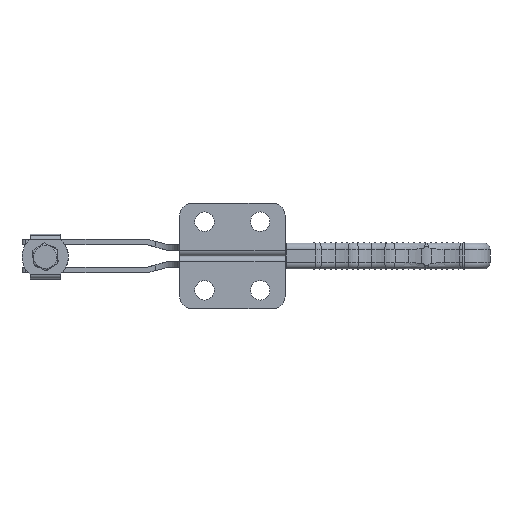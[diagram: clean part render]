
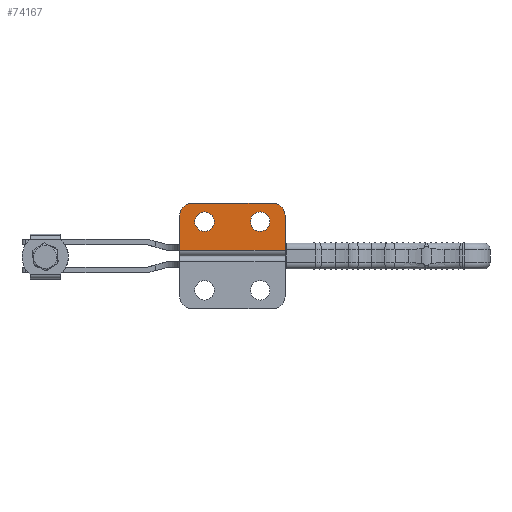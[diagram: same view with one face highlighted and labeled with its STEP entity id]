
A CAD part, front view. The second image highlights one B-rep face of the part: STEP entity #74167.
In plain terms, the highlighted planar face has unit normal (0, -1, 0).
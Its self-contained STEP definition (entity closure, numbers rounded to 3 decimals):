
#18697 = CARTESIAN_POINT ( 'NONE',  ( 13.5, 0., 13.25 ) ) ;
#54858 = DIRECTION ( 'NONE',  ( 0., 0., -1. ) ) ;
#54859 = VECTOR ( 'NONE', #54858, 1000. ) ;
#54865 = CARTESIAN_POINT ( 'NONE',  ( 57., 0., 3. ) ) ;
#54866 = LINE ( 'NONE', #54865, #54859 ) ;
#54923 = CARTESIAN_POINT ( 'NONE',  ( 43.5, 0., 23.75 ) ) ;
#54942 = CARTESIAN_POINT ( 'NONE',  ( 13.5, 0., 23.75 ) ) ;
#54986 = CARTESIAN_POINT ( 'NONE',  ( 43.5, 0., 13.25 ) ) ;
#54991 = CIRCLE ( 'NONE', #54995, 5.25 ) ;
#54995 = AXIS2_PLACEMENT_3D ( 'NONE', #55042, #55041, #55040 ) ;
#55019 = DIRECTION ( 'NONE',  ( 0., 0., -1. ) ) ;
#55020 = DIRECTION ( 'NONE',  ( 0., -1., 0. ) ) ;
#55021 = CARTESIAN_POINT ( 'NONE',  ( 43.5, 0., 18.5 ) ) ;
#55032 = CIRCLE ( 'NONE', #55047, 5.25 ) ;
#55040 = DIRECTION ( 'NONE',  ( 0., 0., -1. ) ) ;
#55041 = DIRECTION ( 'NONE',  ( 0., -1., 0. ) ) ;
#55042 = CARTESIAN_POINT ( 'NONE',  ( 13.5, 0., 18.5 ) ) ;
#55047 = AXIS2_PLACEMENT_3D ( 'NONE', #55021, #55020, #55019 ) ;
#55093 = FACE_OUTER_BOUND ( 'NONE', #74150, .T. ) ;
#55116 = DIRECTION ( 'NONE',  ( 0., 0., 1. ) ) ;
#55117 = DIRECTION ( 'NONE',  ( 0., 1., 0. ) ) ;
#55122 = AXIS2_PLACEMENT_3D ( 'NONE', #55133, #55117, #55116 ) ;
#55125 = PLANE ( 'NONE',  #55122 ) ;
#55126 = FACE_BOUND ( 'NONE', #71040, .T. ) ;
#55127 = CARTESIAN_POINT ( 'NONE',  ( 57., 0., 21.5 ) ) ;
#55128 = CARTESIAN_POINT ( 'NONE',  ( 7., 0., 28.5 ) ) ;
#55133 = CARTESIAN_POINT ( 'NONE',  ( 0., 0., 3. ) ) ;
#55148 = FACE_BOUND ( 'NONE', #74241, .T. ) ;
#55162 = DIRECTION ( 'NONE',  ( 0., 0., -1. ) ) ;
#55163 = VECTOR ( 'NONE', #55162, 1000. ) ;
#55164 = CARTESIAN_POINT ( 'NONE',  ( 0., 0., 3. ) ) ;
#55165 = LINE ( 'NONE', #55164, #55163 ) ;
#55170 = DIRECTION ( 'NONE',  ( 0., 0., -1. ) ) ;
#55171 = DIRECTION ( 'NONE',  ( 0., -1., 0. ) ) ;
#55172 = CARTESIAN_POINT ( 'NONE',  ( 50., 0., 21.5 ) ) ;
#55173 = AXIS2_PLACEMENT_3D ( 'NONE', #55172, #55171, #55170 ) ;
#55175 = CARTESIAN_POINT ( 'NONE',  ( 50., 0., 28.5 ) ) ;
#55177 = CARTESIAN_POINT ( 'NONE',  ( 0., 0., 3. ) ) ;
#55181 = CIRCLE ( 'NONE', #55173, 7. ) ;
#55200 = CARTESIAN_POINT ( 'NONE',  ( 0., 0., 21.5 ) ) ;
#55214 = DIRECTION ( 'NONE',  ( 0., 0., -1. ) ) ;
#55215 = DIRECTION ( 'NONE',  ( 0., -1., 0. ) ) ;
#55222 = CARTESIAN_POINT ( 'NONE',  ( 13.5, 0., 18.5 ) ) ;
#55227 = AXIS2_PLACEMENT_3D ( 'NONE', #55222, #55215, #55214 ) ;
#55230 = CIRCLE ( 'NONE', #55227, 5.25 ) ;
#55245 = CARTESIAN_POINT ( 'NONE',  ( 50., 0., 28.5 ) ) ;
#55248 = CIRCLE ( 'NONE', #55314, 7. ) ;
#55267 = LINE ( 'NONE', #55245, #55318 ) ;
#55275 = AXIS2_PLACEMENT_3D ( 'NONE', #55293, #55292, #55291 ) ;
#55291 = DIRECTION ( 'NONE',  ( 0., 0., -1. ) ) ;
#55292 = DIRECTION ( 'NONE',  ( 0., -1., 0. ) ) ;
#55293 = CARTESIAN_POINT ( 'NONE',  ( 43.5, 0., 18.5 ) ) ;
#55298 = CARTESIAN_POINT ( 'NONE',  ( 57., 0., 3. ) ) ;
#55299 = DIRECTION ( 'NONE',  ( 1., 0., 0. ) ) ;
#55300 = VECTOR ( 'NONE', #55299, 1000. ) ;
#55301 = CARTESIAN_POINT ( 'NONE',  ( 0., 0., 3. ) ) ;
#55308 = LINE ( 'NONE', #55301, #55300 ) ;
#55309 = CIRCLE ( 'NONE', #55275, 5.25 ) ;
#55311 = DIRECTION ( 'NONE',  ( 0., 0., -1. ) ) ;
#55312 = DIRECTION ( 'NONE',  ( 0., -1., 0. ) ) ;
#55313 = CARTESIAN_POINT ( 'NONE',  ( 7., 0., 21.5 ) ) ;
#55314 = AXIS2_PLACEMENT_3D ( 'NONE', #55313, #55312, #55311 ) ;
#55317 = DIRECTION ( 'NONE',  ( -1., 0., 0. ) ) ;
#55318 = VECTOR ( 'NONE', #55317, 1000. ) ;
#60637 = VERTEX_POINT ( 'NONE', #18697 ) ;
#71040 = EDGE_LOOP ( 'NONE', ( #74215, #74222 ) ) ;
#74056 = VERTEX_POINT ( 'NONE', #54942 ) ;
#74063 = VERTEX_POINT ( 'NONE', #54986 ) ;
#74064 = VERTEX_POINT ( 'NONE', #54923 ) ;
#74109 = EDGE_CURVE ( 'NONE', #74056, #60637, #54991, .T. ) ;
#74120 = EDGE_CURVE ( 'NONE', #74064, #74063, #55032, .T. ) ;
#74150 = EDGE_LOOP ( 'NONE', ( #74169, #74185, #74173, #74170, #74237, #74240 ) ) ;
#74167 = ADVANCED_FACE ( 'NONE', ( #55093, #55148, #55126 ), #55125, .F. ) ;
#74168 = VERTEX_POINT ( 'NONE', #55128 ) ;
#74169 = ORIENTED_EDGE ( 'NONE', *, *, #74179, .T. ) ;
#74170 = ORIENTED_EDGE ( 'NONE', *, *, #74174, .T. ) ;
#74171 = VERTEX_POINT ( 'NONE', #55127 ) ;
#74172 = EDGE_CURVE ( 'NONE', #74171, #74251, #54866, .T. ) ;
#74173 = ORIENTED_EDGE ( 'NONE', *, *, #74172, .F. ) ;
#74174 = EDGE_CURVE ( 'NONE', #74171, #74175, #55181, .T. ) ;
#74175 = VERTEX_POINT ( 'NONE', #55175 ) ;
#74179 = EDGE_CURVE ( 'NONE', #74193, #74194, #55165, .T. ) ;
#74185 = ORIENTED_EDGE ( 'NONE', *, *, #74249, .T. ) ;
#74193 = VERTEX_POINT ( 'NONE', #55200 ) ;
#74194 = VERTEX_POINT ( 'NONE', #55177 ) ;
#74215 = ORIENTED_EDGE ( 'NONE', *, *, #74218, .F. ) ;
#74218 = EDGE_CURVE ( 'NONE', #60637, #74056, #55230, .T. ) ;
#74222 = ORIENTED_EDGE ( 'NONE', *, *, #74109, .F. ) ;
#74236 = EDGE_CURVE ( 'NONE', #74175, #74168, #55267, .T. ) ;
#74237 = ORIENTED_EDGE ( 'NONE', *, *, #74236, .T. ) ;
#74238 = EDGE_CURVE ( 'NONE', #74168, #74193, #55248, .T. ) ;
#74240 = ORIENTED_EDGE ( 'NONE', *, *, #74238, .T. ) ;
#74241 = EDGE_LOOP ( 'NONE', ( #74243, #74244 ) ) ;
#74243 = ORIENTED_EDGE ( 'NONE', *, *, #74250, .F. ) ;
#74244 = ORIENTED_EDGE ( 'NONE', *, *, #74120, .F. ) ;
#74249 = EDGE_CURVE ( 'NONE', #74194, #74251, #55308, .T. ) ;
#74250 = EDGE_CURVE ( 'NONE', #74063, #74064, #55309, .T. ) ;
#74251 = VERTEX_POINT ( 'NONE', #55298 ) ;
